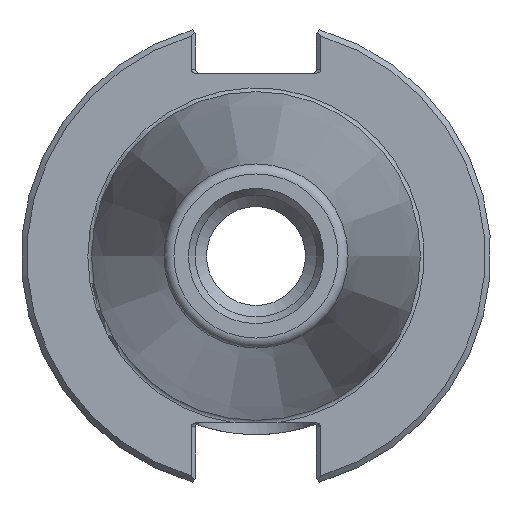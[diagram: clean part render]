
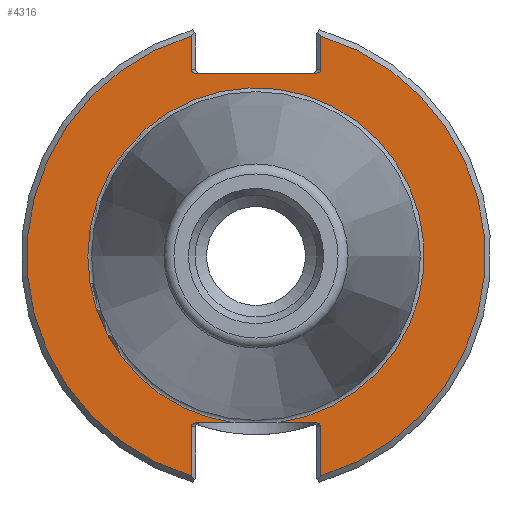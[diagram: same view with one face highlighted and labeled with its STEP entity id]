
A CAD part, left-side view. The second image highlights one B-rep face of the part: STEP entity #4316.
In plain terms, the highlighted planar face has unit normal (-1, 0, 0).
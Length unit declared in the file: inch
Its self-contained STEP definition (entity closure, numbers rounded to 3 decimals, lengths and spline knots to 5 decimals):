
#918=CARTESIAN_POINT('',(0.125,-0.31672,-0.888));
#919=VERTEX_POINT('',#918);
#926=CARTESIAN_POINT('',(0.125,-0.11172,-0.888));
#927=VERTEX_POINT('',#926);
#928=CARTESIAN_POINT('',(0.125,-0.31672,-0.888));
#929=DIRECTION('',(0.0,1.0,0.0));
#930=VECTOR('',#929,0.205);
#931=LINE('',#928,#930);
#932=EDGE_CURVE('',#919,#927,#931,.T.);
#934=CARTESIAN_POINT('',(0.125,0.11172,-0.888));
#935=VERTEX_POINT('',#934);
#950=CARTESIAN_POINT('',(0.125,0.31672,-0.888));
#951=VERTEX_POINT('',#950);
#952=CARTESIAN_POINT('',(0.125,0.11172,-0.888));
#953=DIRECTION('',(0.0,1.0,0.0));
#954=VECTOR('',#953,0.205);
#955=LINE('',#952,#954);
#956=EDGE_CURVE('',#935,#951,#955,.T.);
#3585=CARTESIAN_POINT('',(0.125,0.345,0.992));
#3586=VERTEX_POINT('',#3585);
#3593=CARTESIAN_POINT('',(0.125,0.31672,0.972));
#3594=VERTEX_POINT('',#3593);
#3595=CARTESIAN_POINT('',(0.125,0.31672,0.992));
#3596=DIRECTION('',(-1.0,0.0,0.0));
#3597=DIRECTION('',(0.0,1.0,0.0));
#3598=AXIS2_PLACEMENT_3D('',#3595,#3596,#3597);
#3599=ELLIPSE('',#3598,0.02828,0.02);
#3600=EDGE_CURVE('',#3586,#3594,#3599,.T.);
#3675=CARTESIAN_POINT('',(0.125,0.345,1.1702));
#3676=VERTEX_POINT('',#3675);
#3683=CARTESIAN_POINT('',(0.125,0.345,1.1702));
#3684=DIRECTION('',(0.0,0.0,-1.0));
#3685=VECTOR('',#3684,0.1782);
#3686=LINE('',#3683,#3685);
#3687=EDGE_CURVE('',#3676,#3586,#3686,.T.);
#3770=CARTESIAN_POINT('',(0.125,-0.31672,0.972));
#3771=VERTEX_POINT('',#3770);
#3778=CARTESIAN_POINT('',(0.125,-0.345,0.992));
#3779=VERTEX_POINT('',#3778);
#3780=CARTESIAN_POINT('',(0.125,-0.31672,0.992));
#3781=DIRECTION('',(-1.0,0.0,0.0));
#3782=DIRECTION('',(0.0,-1.0,0.0));
#3783=AXIS2_PLACEMENT_3D('',#3780,#3781,#3782);
#3784=ELLIPSE('',#3783,0.02828,0.02);
#3785=EDGE_CURVE('',#3771,#3779,#3784,.T.);
#3828=CARTESIAN_POINT('',(0.125,-0.345,1.1702));
#3829=VERTEX_POINT('',#3828);
#3830=CARTESIAN_POINT('',(0.125,-0.345,0.992));
#3831=DIRECTION('',(0.0,0.0,1.0));
#3832=VECTOR('',#3831,0.1782);
#3833=LINE('',#3830,#3832);
#3834=EDGE_CURVE('',#3779,#3829,#3833,.T.);
#3852=CARTESIAN_POINT('',(0.125,-0.345,-0.908));
#3853=VERTEX_POINT('',#3852);
#3854=CARTESIAN_POINT('',(0.125,-0.31672,-0.908));
#3855=DIRECTION('',(-1.0,0.0,0.0));
#3856=DIRECTION('',(0.0,-1.0,0.0));
#3857=AXIS2_PLACEMENT_3D('',#3854,#3855,#3856);
#3858=ELLIPSE('',#3857,0.02828,0.02);
#3859=EDGE_CURVE('',#3853,#919,#3858,.T.);
#3927=CARTESIAN_POINT('',(0.125,-0.345,-1.1702));
#3928=VERTEX_POINT('',#3927);
#3935=CARTESIAN_POINT('',(0.125,-0.345,-1.1702));
#3936=DIRECTION('',(0.0,0.0,1.0));
#3937=VECTOR('',#3936,0.2622);
#3938=LINE('',#3935,#3937);
#3939=EDGE_CURVE('',#3928,#3853,#3938,.T.);
#4008=CARTESIAN_POINT('',(0.125,0.345,-0.908));
#4009=VERTEX_POINT('',#4008);
#4010=CARTESIAN_POINT('',(0.125,0.31672,-0.908));
#4011=DIRECTION('',(-1.0,0.0,0.0));
#4012=DIRECTION('',(0.0,1.0,0.0));
#4013=AXIS2_PLACEMENT_3D('',#4010,#4011,#4012);
#4014=ELLIPSE('',#4013,0.02828,0.02);
#4015=EDGE_CURVE('',#951,#4009,#4014,.T.);
#4033=CARTESIAN_POINT('',(0.125,0.345,-1.1702));
#4034=VERTEX_POINT('',#4033);
#4035=CARTESIAN_POINT('',(0.125,0.345,-0.908));
#4036=DIRECTION('',(0.0,0.0,-1.0));
#4037=VECTOR('',#4036,0.2622);
#4038=LINE('',#4035,#4037);
#4039=EDGE_CURVE('',#4009,#4034,#4038,.T.);
#4106=CARTESIAN_POINT('',(0.125,0.31672,0.972));
#4107=DIRECTION('',(0.0,-1.0,0.0));
#4108=VECTOR('',#4107,0.63343);
#4109=LINE('',#4106,#4108);
#4110=EDGE_CURVE('',#3594,#3771,#4109,.T.);
#4262=CARTESIAN_POINT('',(0.125,0.,0.0));
#4263=DIRECTION('',(-1.0,0.0,0.0));
#4264=DIRECTION('',(0.0,-1.0,0.0));
#4265=AXIS2_PLACEMENT_3D('',#4262,#4263,#4264);
#4266=CIRCLE('',#4265,0.895);
#4267=EDGE_CURVE('',#927,#935,#4266,.T.);
#4283=CARTESIAN_POINT('',(0.125,1.0625,0.0));
#4284=DIRECTION('',(-1.0,0.0,0.0));
#4285=DIRECTION('',(0.0,0.0,1.0));
#4286=AXIS2_PLACEMENT_3D('',#4283,#4284,#4285);
#4287=PLANE('',#4286);
#4288=ORIENTED_EDGE('',*,*,#4267,.F.);
#4289=ORIENTED_EDGE('',*,*,#932,.F.);
#4290=ORIENTED_EDGE('',*,*,#3859,.F.);
#4291=ORIENTED_EDGE('',*,*,#3939,.F.);
#4292=CARTESIAN_POINT('',(0.125,0.,0.0));
#4293=DIRECTION('',(1.0,0.0,0.0));
#4294=DIRECTION('',(0.0,-1.0,0.0));
#4295=AXIS2_PLACEMENT_3D('',#4292,#4293,#4294);
#4296=CIRCLE('',#4295,1.22);
#4297=EDGE_CURVE('',#3829,#3928,#4296,.T.);
#4298=ORIENTED_EDGE('',*,*,#4297,.F.);
#4299=ORIENTED_EDGE('',*,*,#3834,.F.);
#4300=ORIENTED_EDGE('',*,*,#3785,.F.);
#4301=ORIENTED_EDGE('',*,*,#4110,.F.);
#4302=ORIENTED_EDGE('',*,*,#3600,.F.);
#4303=ORIENTED_EDGE('',*,*,#3687,.F.);
#4304=CARTESIAN_POINT('',(0.125,0.,0.0));
#4305=DIRECTION('',(1.0,0.0,0.0));
#4306=DIRECTION('',(0.0,1.0,0.0));
#4307=AXIS2_PLACEMENT_3D('',#4304,#4305,#4306);
#4308=CIRCLE('',#4307,1.22);
#4309=EDGE_CURVE('',#4034,#3676,#4308,.T.);
#4310=ORIENTED_EDGE('',*,*,#4309,.F.);
#4311=ORIENTED_EDGE('',*,*,#4039,.F.);
#4312=ORIENTED_EDGE('',*,*,#4015,.F.);
#4313=ORIENTED_EDGE('',*,*,#956,.F.);
#4314=EDGE_LOOP('',(#4288,#4289,#4290,#4291,#4298,#4299,#4300,#4301,#4302,#4303,#4310,#4311,#4312,#4313));
#4315=FACE_OUTER_BOUND('',#4314,.T.);
#4316=ADVANCED_FACE('',(#4315),#4287,.T.);
